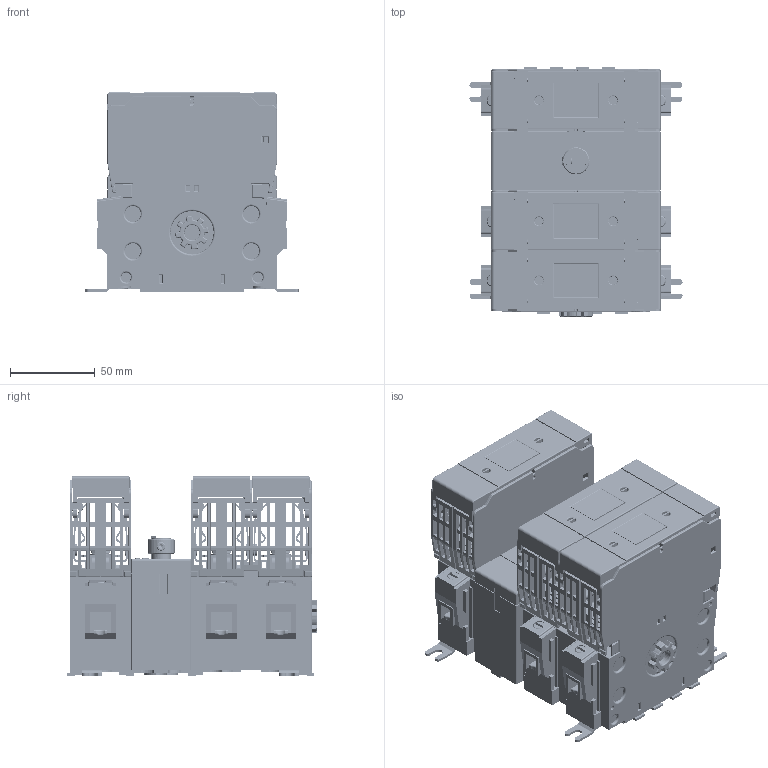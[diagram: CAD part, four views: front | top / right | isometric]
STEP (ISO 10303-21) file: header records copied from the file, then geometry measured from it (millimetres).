
FILE_DESCRIPTION((''),'2;1');
FILE_NAME('OS60GJ12-AL-TAMA_SW0020','2022-08-16T11:22:51',('FIANLEH10'),(''),'CREO PARAMETRIC BY PTC INC, 2020184','CREO PARAMETRIC BY PTC INC, 2020184','');
FILE_SCHEMA(('AUTOMOTIVE_DESIGN { 1 0 10303 214 1 1 1 1 }'));
Products named in the file (1): OS60GJ12-AL-TAMA_SW0020
Bounding box: 125.96 x 147.56 x 118 mm (x, y, z)
Volume: 781833.9 mm3; surface area: 387327.4 mm2
Topology: 2 solids, 8 shells, 8911 faces, 24708 edges, 15679 vertices
Faces by surface type: plane 5804, cylinder 2157, extrusion 342, torus 277, sphere 184, cone 89, bspline 58
Entity records: 385347 total; most frequent: CARTESIAN_POINT 74970, ORIENTED_EDGE 49134, DIRECTION 44605, EDGE_CURVE 24567, VECTOR 18526, LINE 18184, VERTEX_POINT 15679, AXIS2_PLACEMENT_3D 13038
